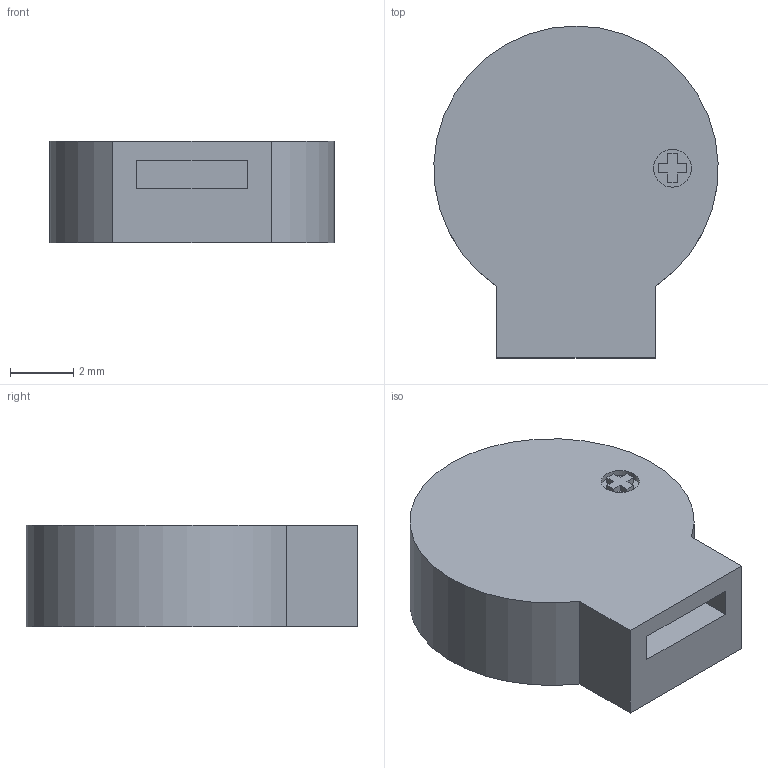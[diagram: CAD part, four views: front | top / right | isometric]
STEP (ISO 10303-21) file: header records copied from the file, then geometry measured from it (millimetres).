
FILE_DESCRIPTION(('CATIA V5 STEP','CAx-IF Rec.Pracs.--- Model Styling and Organization---1.2---2011-12-15'),'2;1');
FILE_NAME('beep9032.stp','2018-07-11T02:52:55+00:00',('none'),('none'),'CATIA Version 5-6 Release 2014 SP3','CATIA V5 STEP AP214','none');
FILE_SCHEMA(('AUTOMOTIVE_DESIGN { 1 0 10303 214 1 1 1 1 }'));
Length unit declared in the file: millimetre
Products named in the file (1): Part1
Bounding box: 8.99 x 10.5 x 3.2 mm (x, y, z)
Volume: 221.3 mm3; surface area: 278.3 mm2
Topology: 1 solids, 1 shells, 27 faces, 66 edges, 44 vertices
Faces by surface type: plane 24, cylinder 3
Entity records: 792 total; most frequent: CARTESIAN_POINT 132, ORIENTED_EDGE 132, DIRECTION 108, EDGE_CURVE 66, VECTOR 60, LINE 60, VERTEX_POINT 44, EDGE_LOOP 30
